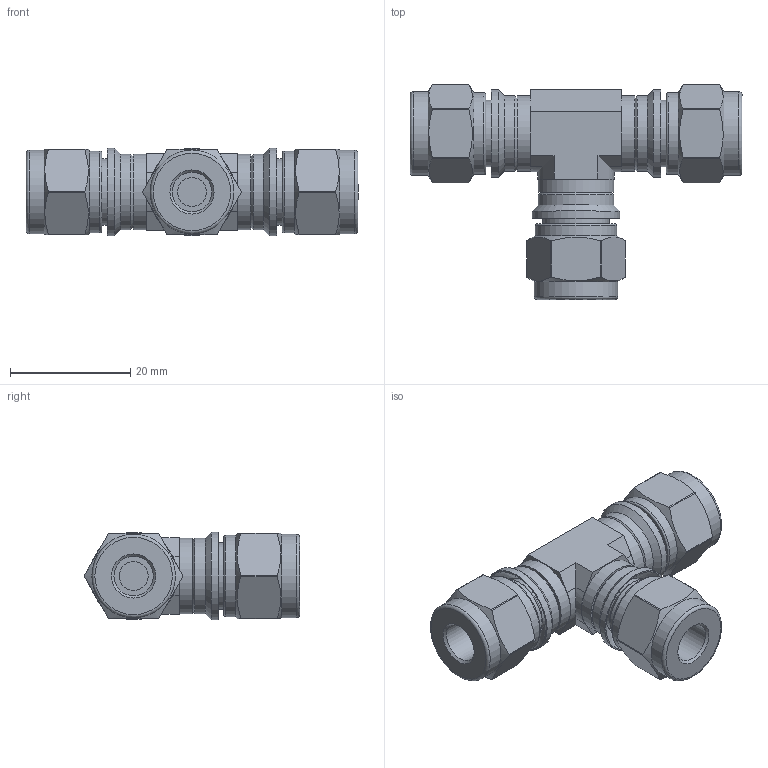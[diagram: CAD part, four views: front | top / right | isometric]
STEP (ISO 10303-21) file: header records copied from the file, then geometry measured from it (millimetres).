
FILE_DESCRIPTION(/* description */ (''),/* implementation_level */ '2;1');
FILE_NAME(/* name */ 'SUTI-4.stp',/* time_stamp */ '2022-07-11T09:48:10+09:00',/* author */ ('user'),/* organization */ (''),/* preprocessor_version */ 'ST-DEVELOPER v18.1',/* originating_system */ 'Autodesk Inventor 2022',/* authorisation */ '');
FILE_SCHEMA (('AUTOMOTIVE_DESIGN { 1 0 10303 214 3 1 1 }'));
Length unit declared in the file: millimetre
Products named in the file (1): SUT-4
Bounding box: 55.28 x 35.84 x 14.6 mm (x, y, z)
Volume: 9520.9 mm3; surface area: 6248.1 mm2
Topology: 1 solids, 1 shells, 136 faces, 305 edges, 192 vertices
Faces by surface type: plane 54, cylinder 52, cone 24, torus 6
Full cylindrical faces by diameter (mm): 4.826 x3, 6.55 x3, 9.4 x3, 10.1 x3, 11.112 x3, 12.6 x6, 13.6 x3, 13.9 x3, 14.6 x3
Entity records: 3800 total; most frequent: CARTESIAN_POINT 706, DIRECTION 681, ORIENTED_EDGE 610, EDGE_CURVE 305, AXIS2_PLACEMENT_3D 275, VERTEX_POINT 192, EDGE_LOOP 157, CIRCLE 136
